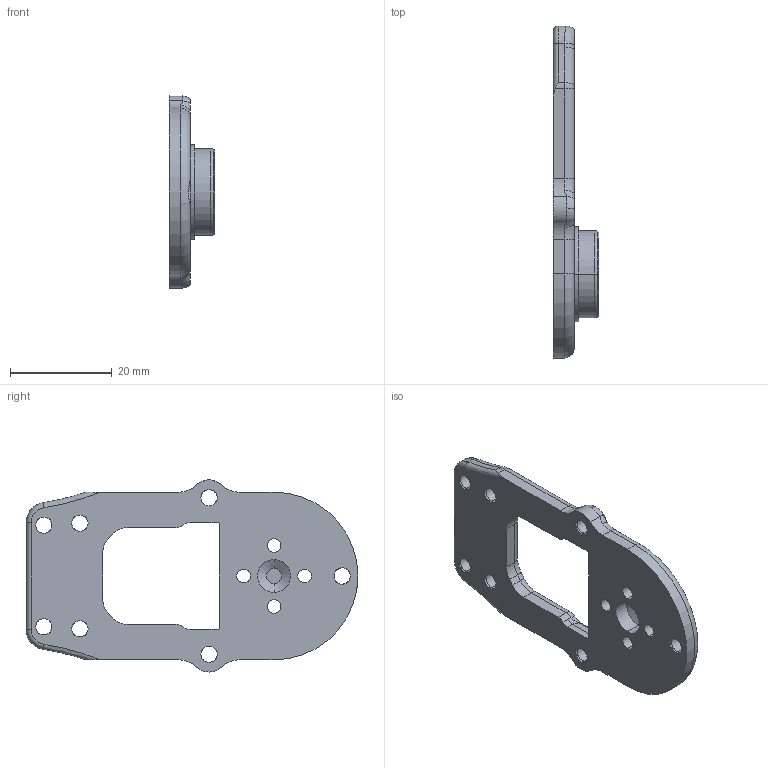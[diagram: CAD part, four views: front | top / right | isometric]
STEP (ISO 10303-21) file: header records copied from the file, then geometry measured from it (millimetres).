
FILE_DESCRIPTION (( 'STEP AP214' ), '1' );
FILE_NAME ('SAM_case3_lid.STEP', '2025-01-01T01:45:50', ( '' ), ( '' ), 'SwSTEP 2.0', 'SolidWorks 2023', '' );
FILE_SCHEMA (( 'AUTOMOTIVE_DESIGN' ));
Length unit declared in the file: millimetre
Products named in the file (1): SAM_case3_lid
Bounding box: 9 x 65.3 x 37.8 mm (x, y, z)
Volume: 6938.9 mm3; surface area: 4745.2 mm2
Topology: 1 solids, 1 shells, 177 faces, 434 edges, 255 vertices
Faces by surface type: cylinder 72, bspline 31, cone 27, torus 26, plane 19, sphere 2
Entity records: 7678 total; most frequent: CARTESIAN_POINT 3588, ORIENTED_EDGE 868, DIRECTION 866, EDGE_CURVE 434, AXIS2_PLACEMENT_3D 363, VERTEX_POINT 255, CIRCLE 216, EDGE_LOOP 197
